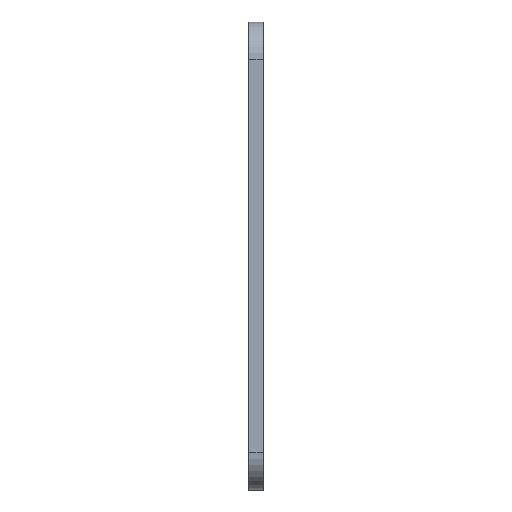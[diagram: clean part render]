
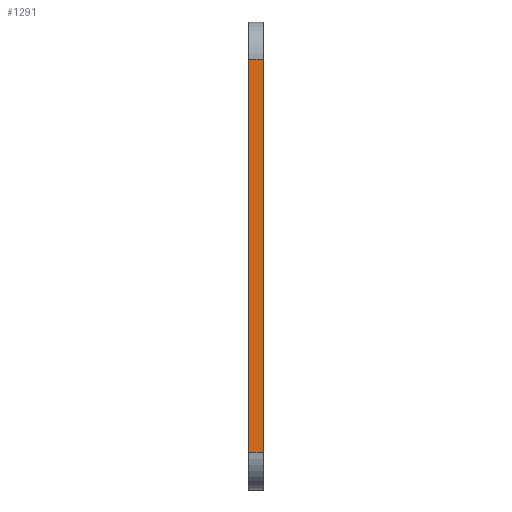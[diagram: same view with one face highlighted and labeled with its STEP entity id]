
A CAD part, left-side view. The second image highlights one B-rep face of the part: STEP entity #1291.
In plain terms, the highlighted planar face has unit normal (-1, 0, 0).
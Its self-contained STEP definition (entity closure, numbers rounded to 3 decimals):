
#199=FACE_OUTER_BOUND('',#261,.T.);
#261=EDGE_LOOP('',(#1073,#1074,#1075,#1076));
#417=LINE('',#2148,#537);
#418=LINE('',#2151,#538);
#419=LINE('',#2153,#539);
#420=LINE('',#2154,#540);
#537=VECTOR('',#1781,10.);
#538=VECTOR('',#1784,10.);
#539=VECTOR('',#1785,10.);
#540=VECTOR('',#1786,10.);
#657=VERTEX_POINT('',#2144);
#658=VERTEX_POINT('',#2146);
#659=VERTEX_POINT('',#2150);
#660=VERTEX_POINT('',#2152);
#835=EDGE_CURVE('',#657,#658,#417,.T.);
#836=EDGE_CURVE('',#657,#659,#418,.T.);
#837=EDGE_CURVE('',#660,#658,#419,.T.);
#838=EDGE_CURVE('',#659,#660,#420,.T.);
#1073=ORIENTED_EDGE('',*,*,#836,.F.);
#1074=ORIENTED_EDGE('',*,*,#835,.T.);
#1075=ORIENTED_EDGE('',*,*,#837,.F.);
#1076=ORIENTED_EDGE('',*,*,#838,.F.);
#1230=PLANE('',#1425);
#1291=ADVANCED_FACE('',(#199),#1230,.T.);
#1425=AXIS2_PLACEMENT_3D('',#2149,#1782,#1783);
#1781=DIRECTION('',(0.,1.,0.));
#1782=DIRECTION('center_axis',(-1.,0.,0.));
#1783=DIRECTION('ref_axis',(0.,0.,1.));
#1784=DIRECTION('',(0.,0.,-1.));
#1785=DIRECTION('',(0.,0.,1.));
#1786=DIRECTION('',(0.,1.,0.));
#2144=CARTESIAN_POINT('',(-0.3,0.,46.));
#2146=CARTESIAN_POINT('',(-0.3,1.5,46.));
#2148=CARTESIAN_POINT('',(-0.3,0.,46.));
#2149=CARTESIAN_POINT('Origin',(-0.3,0.,3.98));
#2150=CARTESIAN_POINT('',(-0.3,0.,3.98));
#2151=CARTESIAN_POINT('',(-0.3,0.,46.));
#2152=CARTESIAN_POINT('',(-0.3,1.5,3.98));
#2153=CARTESIAN_POINT('',(-0.3,1.5,46.));
#2154=CARTESIAN_POINT('',(-0.3,0.,3.98));
